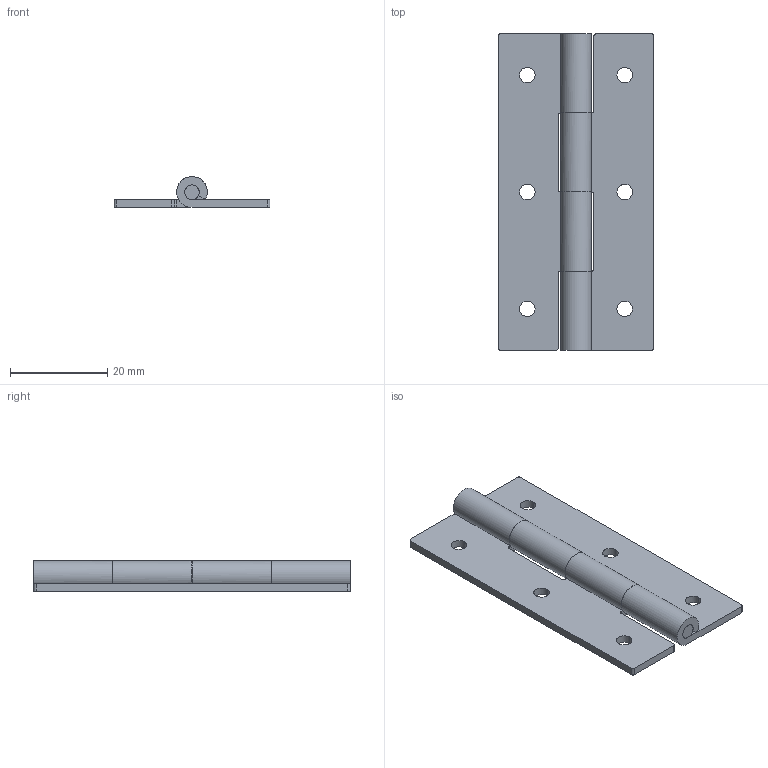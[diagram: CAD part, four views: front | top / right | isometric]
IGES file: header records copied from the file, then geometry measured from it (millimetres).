
Start section: ------------------------------------------------------------------------
Global section: file name: PC50.3596.TH_179_20087.igs; native system: spGate; preprocessor: ver17.5.2; author: Unknown; organization: Unknown; date: 210330.120442; units: millimetre
Bounding box: 32 x 65 x 6.3 mm (x, y, z)
Volume: 4662.4 mm3; surface area: 6586.4 mm2
Topology: 3 solids, 3 shells, 60 faces, 162 edges, 108 vertices
Faces by surface type: bspline 60
